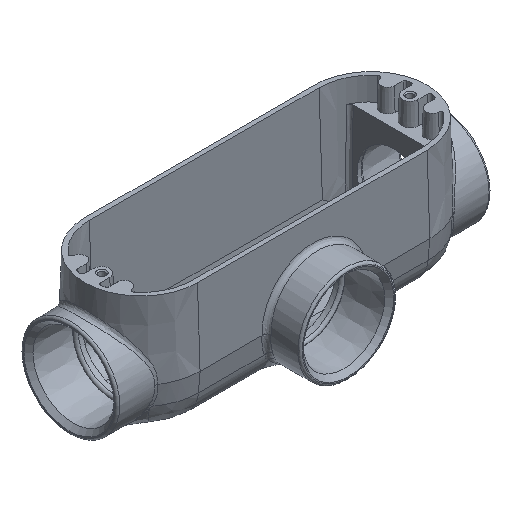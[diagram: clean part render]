
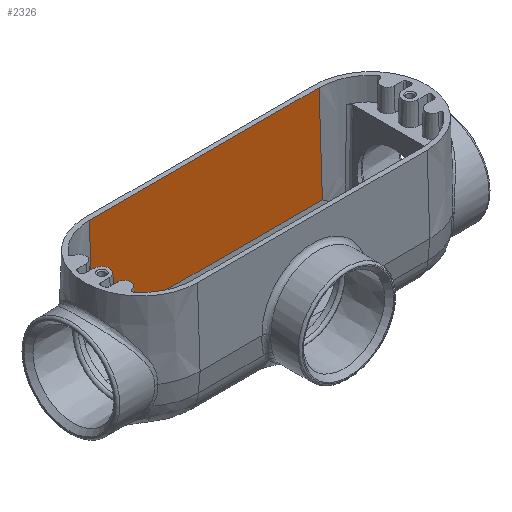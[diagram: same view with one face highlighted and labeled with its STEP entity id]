
A CAD part, isometric view. The second image highlights one B-rep face of the part: STEP entity #2326.
In plain terms, the highlighted planar face has unit normal (0, -0.999, 0.035).
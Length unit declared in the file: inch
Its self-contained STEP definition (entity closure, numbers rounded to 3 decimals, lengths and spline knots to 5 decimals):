
#216=FACE_OUTER_BOUND('',#378,.T.);
#378=EDGE_LOOP('',(#1759,#1760,#1761,#1762));
#613=LINE('',#3881,#737);
#622=LINE('',#3939,#746);
#641=LINE('',#4908,#765);
#651=LINE('',#6362,#775);
#737=VECTOR('',#2831,2.65061);
#746=VECTOR('',#2850,2.65061);
#765=VECTOR('',#2933,6.375);
#775=VECTOR('',#3015,6.375);
#1024=VERTEX_POINT('',#3878);
#1025=VERTEX_POINT('',#3880);
#1040=VERTEX_POINT('',#3929);
#1041=VERTEX_POINT('',#3938);
#1256=EDGE_CURVE('',#1025,#1024,#613,.T.);
#1272=EDGE_CURVE('',#1040,#1041,#622,.T.);
#1320=EDGE_CURVE('',#1024,#1041,#641,.T.);
#1377=EDGE_CURVE('',#1040,#1025,#651,.F.);
#1759=ORIENTED_EDGE('',*,*,#1272,.F.);
#1760=ORIENTED_EDGE('',*,*,#1377,.T.);
#1761=ORIENTED_EDGE('',*,*,#1256,.T.);
#1762=ORIENTED_EDGE('',*,*,#1320,.T.);
#2266=PLANE('',#2571);
#2326=ADVANCED_FACE('',(#216),#2266,.F.);
#2571=AXIS2_PLACEMENT_3D('',#6361,#3013,#3014);
#2831=DIRECTION('',(0.,0.035,0.999));
#2850=DIRECTION('',(0.,0.035,0.999));
#2933=DIRECTION('',(-1.,0.,0.));
#3013=DIRECTION('center_axis',(0.,0.999,
-0.035));
#3014=DIRECTION('ref_axis',(0.,0.035,0.999));
#3015=DIRECTION('',(-1.,0.,0.));
#3878=CARTESIAN_POINT('',(5.125,0.78125,0.));
#3880=CARTESIAN_POINT('',(5.125,0.68875,-2.64899));
#3881=CARTESIAN_POINT('',(5.125,0.68875,-2.64899));
#3929=CARTESIAN_POINT('',(-1.25,0.68875,-2.64899));
#3938=CARTESIAN_POINT('',(-1.25,0.78125,0.));
#3939=CARTESIAN_POINT('',(-1.25,0.68875,-2.64899));
#4908=CARTESIAN_POINT('',(5.125,0.78125,0.));
#6361=CARTESIAN_POINT('Origin',(1.9375,0.78125,0.));
#6362=CARTESIAN_POINT('',(5.125,0.68875,-2.64899));
